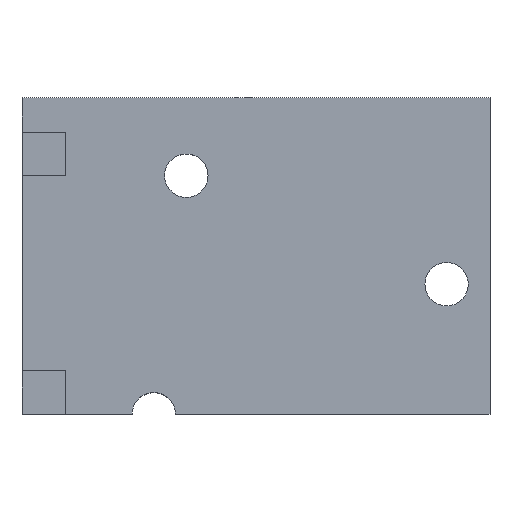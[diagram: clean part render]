
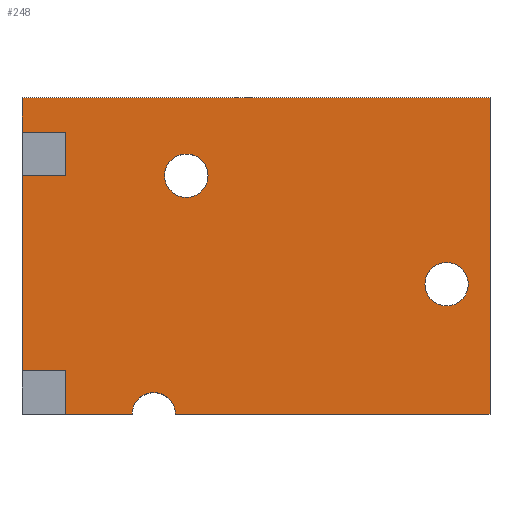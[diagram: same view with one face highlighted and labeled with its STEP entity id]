
A CAD part, top view. The second image highlights one B-rep face of the part: STEP entity #248.
In plain terms, the highlighted planar face has unit normal (0, 0, 1).
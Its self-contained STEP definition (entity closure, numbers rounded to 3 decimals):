
#109 = DIRECTION ( 'NONE',  ( 0., 1., 0. ) ) ;
#111 = DIRECTION ( 'NONE',  ( 1., 0., 0. ) ) ;
#112 = DIRECTION ( 'NONE',  ( 0., 1., 0. ) ) ;
#115 = CARTESIAN_POINT ( 'NONE',  ( -5.287, 3.25, 1. ) ) ;
#119 = DIRECTION ( 'NONE',  ( 0., -1., 0. ) ) ;
#120 = DIRECTION ( 'NONE',  ( 1., 0., 0. ) ) ;
#121 = CARTESIAN_POINT ( 'NONE',  ( -6.287, 3.25, 1. ) ) ;
#122 = CARTESIAN_POINT ( 'NONE',  ( 4.5, 4.05, 1. ) ) ;
#123 = DIRECTION ( 'NONE',  ( 0., 1., 0. ) ) ;
#124 = CARTESIAN_POINT ( 'NONE',  ( 4.5, 3.25, 1. ) ) ;
#125 = DIRECTION ( 'NONE',  ( 1., 0., 0. ) ) ;
#127 = DIRECTION ( 'NONE',  ( 0., 0., -1. ) ) ;
#128 = CARTESIAN_POINT ( 'NONE',  ( -3.25, -3.25, 1. ) ) ;
#129 = CARTESIAN_POINT ( 'NONE',  ( -6.287, 4.05, 1. ) ) ;
#131 = CARTESIAN_POINT ( 'NONE',  ( -6.287, 2.25, 1. ) ) ;
#133 = DIRECTION ( 'NONE',  ( 1., 0., 0. ) ) ;
#136 = CARTESIAN_POINT ( 'NONE',  ( 4.5, -3.25, 1. ) ) ;
#137 = DIRECTION ( 'NONE',  ( 0., 1., 0. ) ) ;
#138 = DIRECTION ( 'NONE',  ( 1., 0., 0. ) ) ;
#140 = DIRECTION ( 'NONE',  ( 1., 0., 0. ) ) ;
#141 = DIRECTION ( 'NONE',  ( 0., 0., 1. ) ) ;
#142 = CARTESIAN_POINT ( 'NONE',  ( -2.5, 2.25, 1. ) ) ;
#143 = CARTESIAN_POINT ( 'NONE',  ( -5.287, -3.25, 1. ) ) ;
#144 = CARTESIAN_POINT ( 'NONE',  ( -3.75, -3.25, 1. ) ) ;
#147 = DIRECTION ( 'NONE',  ( 1., 0., 0. ) ) ;
#148 = DIRECTION ( 'NONE',  ( 0., 0., 1. ) ) ;
#149 = CARTESIAN_POINT ( 'NONE',  ( 3.5, -0.25, 1. ) ) ;
#150 = DIRECTION ( 'NONE',  ( -1., 0., 0. ) ) ;
#151 = CARTESIAN_POINT ( 'NONE',  ( -6.287, -2.25, 1. ) ) ;
#165 = DIRECTION ( 'NONE',  ( 1., 0., 0. ) ) ;
#172 = DIRECTION ( 'NONE',  ( 1., 0., 0. ) ) ;
#173 = PLANE ( 'NONE',  #580 ) ;
#175 = CARTESIAN_POINT ( 'NONE',  ( 4.5, 3.25, 1. ) ) ;
#176 = DIRECTION ( 'NONE',  ( 1., 0., 0. ) ) ;
#177 = DIRECTION ( 'NONE',  ( 0., 0., 1. ) ) ;
#178 = CARTESIAN_POINT ( 'NONE',  ( -2.5, 2.25, 1. ) ) ;
#180 = CARTESIAN_POINT ( 'NONE',  ( -3.25, -3.25, 1. ) ) ;
#187 = DIRECTION ( 'NONE',  ( 1., 0., 0. ) ) ;
#189 = DIRECTION ( 'NONE',  ( 0., 0., 1. ) ) ;
#192 = DIRECTION ( 'NONE',  ( 0., 0., 1. ) ) ;
#194 = CARTESIAN_POINT ( 'NONE',  ( 3.5, -0.25, 1. ) ) ;
#201 = CARTESIAN_POINT ( 'NONE',  ( -3.75, -3.25, 1. ) ) ;
#207 = CARTESIAN_POINT ( 'NONE',  ( 4.5, 4.05, 1. ) ) ;
#208 = CARTESIAN_POINT ( 'NONE',  ( -5.287, 2.25, 1. ) ) ;
#209 = CARTESIAN_POINT ( 'NONE',  ( -6.287, 2.25, 1. ) ) ;
#210 = CARTESIAN_POINT ( 'NONE',  ( 3., -0.25, 1. ) ) ;
#213 = CARTESIAN_POINT ( 'NONE',  ( -6.287, 3.25, 1. ) ) ;
#216 = CARTESIAN_POINT ( 'NONE',  ( -6.287, -2.25, 1. ) ) ;
#217 = CARTESIAN_POINT ( 'NONE',  ( -3., 2.25, 1. ) ) ;
#218 = CARTESIAN_POINT ( 'NONE',  ( -6.287, 4.05, 1. ) ) ;
#220 = CARTESIAN_POINT ( 'NONE',  ( -2.75, -3.25, 1. ) ) ;
#221 = CARTESIAN_POINT ( 'NONE',  ( 4.5, -3.25, 1. ) ) ;
#225 = CARTESIAN_POINT ( 'NONE',  ( -5.287, -3.25, 1. ) ) ;
#227 = CARTESIAN_POINT ( 'NONE',  ( -5.287, 3.25, 1. ) ) ;
#228 = CARTESIAN_POINT ( 'NONE',  ( 4., -0.25, 1. ) ) ;
#231 = CARTESIAN_POINT ( 'NONE',  ( -5.287, -2.25, 1. ) ) ;
#236 = CARTESIAN_POINT ( 'NONE',  ( -2., 2.25, 1. ) ) ;
#248 = ADVANCED_FACE ( 'NONE', ( #363, #360, #365 ), #173, .T. ) ;
#298 = VECTOR ( 'NONE', #109, 1000. ) ;
#300 = VECTOR ( 'NONE', #111, 1000. ) ;
#302 = VECTOR ( 'NONE', #112, 1000. ) ;
#303 = LINE ( 'NONE', #121, #298 ) ;
#304 = VECTOR ( 'NONE', #119, 1000. ) ;
#305 = LINE ( 'NONE', #115, #302 ) ;
#306 = VECTOR ( 'NONE', #120, 1000. ) ;
#307 = LINE ( 'NONE', #131, #300 ) ;
#308 = VECTOR ( 'NONE', #123, 1000. ) ;
#309 = LINE ( 'NONE', #122, #306 ) ;
#310 = VECTOR ( 'NONE', #138, 1000. ) ;
#311 = LINE ( 'NONE', #124, #308 ) ;
#312 = LINE ( 'NONE', #136, #310 ) ;
#313 = VECTOR ( 'NONE', #133, 1000. ) ;
#314 = CIRCLE ( 'NONE', #559, 0.5 ) ;
#315 = VECTOR ( 'NONE', #137, 1000. ) ;
#316 = LINE ( 'NONE', #129, #304 ) ;
#317 = VECTOR ( 'NONE', #150, 1000. ) ;
#318 = LINE ( 'NONE', #144, #313 ) ;
#319 = LINE ( 'NONE', #151, #317 ) ;
#320 = CIRCLE ( 'NONE', #560, 0.5 ) ;
#322 = LINE ( 'NONE', #143, #315 ) ;
#324 = CIRCLE ( 'NONE', #561, 0.5 ) ;
#327 = VECTOR ( 'NONE', #165, 1000. ) ;
#331 = LINE ( 'NONE', #175, #327 ) ;
#341 = CIRCLE ( 'NONE', #563, 0.5 ) ;
#343 = CIRCLE ( 'NONE', #565, 0.5 ) ;
#360 = FACE_BOUND ( 'NONE', #387, .T. ) ;
#363 = FACE_BOUND ( 'NONE', #380, .T. ) ;
#365 = FACE_OUTER_BOUND ( 'NONE', #385, .T. ) ;
#380 = EDGE_LOOP ( 'NONE', ( #414, #417 ) ) ;
#385 = EDGE_LOOP ( 'NONE', ( #418, #426, #427, #428, #429, #430, #419, #420, #421, #425, #422, #423 ) ) ;
#387 = EDGE_LOOP ( 'NONE', ( #416, #415 ) ) ;
#414 = ORIENTED_EDGE ( 'NONE', *, *, #584, .F. ) ;
#415 = ORIENTED_EDGE ( 'NONE', *, *, #596, .F. ) ;
#416 = ORIENTED_EDGE ( 'NONE', *, *, #587, .F. ) ;
#417 = ORIENTED_EDGE ( 'NONE', *, *, #595, .F. ) ;
#418 = ORIENTED_EDGE ( 'NONE', *, *, #597, .F. ) ;
#419 = ORIENTED_EDGE ( 'NONE', *, *, #603, .F. ) ;
#420 = ORIENTED_EDGE ( 'NONE', *, *, #604, .T. ) ;
#421 = ORIENTED_EDGE ( 'NONE', *, *, #591, .T. ) ;
#422 = ORIENTED_EDGE ( 'NONE', *, *, #606, .F. ) ;
#423 = ORIENTED_EDGE ( 'NONE', *, *, #607, .F. ) ;
#425 = ORIENTED_EDGE ( 'NONE', *, *, #605, .F. ) ;
#426 = ORIENTED_EDGE ( 'NONE', *, *, #598, .F. ) ;
#427 = ORIENTED_EDGE ( 'NONE', *, *, #599, .T. ) ;
#428 = ORIENTED_EDGE ( 'NONE', *, *, #600, .T. ) ;
#429 = ORIENTED_EDGE ( 'NONE', *, *, #601, .T. ) ;
#430 = ORIENTED_EDGE ( 'NONE', *, *, #602, .T. ) ;
#495 = VERTEX_POINT ( 'NONE', #228 ) ;
#497 = VERTEX_POINT ( 'NONE', #231 ) ;
#498 = VERTEX_POINT ( 'NONE', #227 ) ;
#501 = VERTEX_POINT ( 'NONE', #236 ) ;
#502 = VERTEX_POINT ( 'NONE', #225 ) ;
#506 = VERTEX_POINT ( 'NONE', #221 ) ;
#507 = VERTEX_POINT ( 'NONE', #220 ) ;
#509 = VERTEX_POINT ( 'NONE', #218 ) ;
#510 = VERTEX_POINT ( 'NONE', #217 ) ;
#511 = VERTEX_POINT ( 'NONE', #216 ) ;
#514 = VERTEX_POINT ( 'NONE', #213 ) ;
#517 = VERTEX_POINT ( 'NONE', #210 ) ;
#518 = VERTEX_POINT ( 'NONE', #209 ) ;
#519 = VERTEX_POINT ( 'NONE', #208 ) ;
#520 = VERTEX_POINT ( 'NONE', #207 ) ;
#526 = VERTEX_POINT ( 'NONE', #201 ) ;
#559 = AXIS2_PLACEMENT_3D ( 'NONE', #128, #127, #125 ) ;
#560 = AXIS2_PLACEMENT_3D ( 'NONE', #142, #141, #140 ) ;
#561 = AXIS2_PLACEMENT_3D ( 'NONE', #149, #148, #147 ) ;
#563 = AXIS2_PLACEMENT_3D ( 'NONE', #178, #177, #176 ) ;
#565 = AXIS2_PLACEMENT_3D ( 'NONE', #194, #192, #187 ) ;
#580 = AXIS2_PLACEMENT_3D ( 'NONE', #180, #189, #172 ) ;
#584 = EDGE_CURVE ( 'NONE', #517, #495, #343, .T. ) ;
#587 = EDGE_CURVE ( 'NONE', #510, #501, #341, .T. ) ;
#591 = EDGE_CURVE ( 'NONE', #514, #498, #331, .T. ) ;
#595 = EDGE_CURVE ( 'NONE', #495, #517, #324, .T. ) ;
#596 = EDGE_CURVE ( 'NONE', #501, #510, #320, .T. ) ;
#597 = EDGE_CURVE ( 'NONE', #497, #511, #319, .T. ) ;
#598 = EDGE_CURVE ( 'NONE', #502, #497, #322, .T. ) ;
#599 = EDGE_CURVE ( 'NONE', #502, #526, #318, .T. ) ;
#600 = EDGE_CURVE ( 'NONE', #526, #507, #314, .T. ) ;
#601 = EDGE_CURVE ( 'NONE', #507, #506, #312, .T. ) ;
#602 = EDGE_CURVE ( 'NONE', #506, #520, #311, .T. ) ;
#603 = EDGE_CURVE ( 'NONE', #509, #520, #309, .T. ) ;
#604 = EDGE_CURVE ( 'NONE', #509, #514, #316, .T. ) ;
#605 = EDGE_CURVE ( 'NONE', #519, #498, #305, .T. ) ;
#606 = EDGE_CURVE ( 'NONE', #518, #519, #307, .T. ) ;
#607 = EDGE_CURVE ( 'NONE', #511, #518, #303, .T. ) ;
